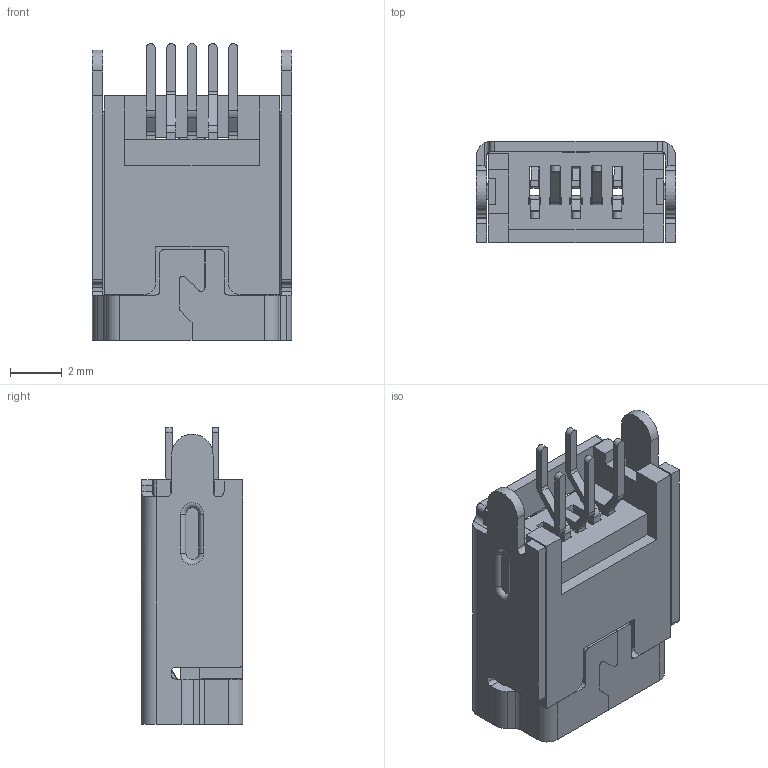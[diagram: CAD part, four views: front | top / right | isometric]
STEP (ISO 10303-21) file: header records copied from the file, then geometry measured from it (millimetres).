
FILE_DESCRIPTION((''),'2;1');
FILE_NAME('01234','2011-12-04T',('Administrator'),(''),'PRO/ENGINEER BY PARAMETRIC TECHNOLOGY CORPORATION, 2009360','PRO/ENGINEER BY PARAMETRIC TECHNOLOGY CORPORATION, 2009360','');
FILE_SCHEMA(('CONFIG_CONTROL_DESIGN'));
Length unit declared in the file: millimetre
Products named in the file (1): 01234
Bounding box: 7.7 x 3.92 x 11.47 mm (x, y, z)
Volume: 150.3 mm3; surface area: 711 mm2
Topology: 1 solids, 1 shells, 556 faces, 1688 edges, 1115 vertices
Faces by surface type: plane 391, cylinder 153, cone 8, torus 4
Entity records: 19091 total; most frequent: CARTESIAN_POINT 3827, ORIENTED_EDGE 3376, DIRECTION 2962, EDGE_CURVE 1688, VECTOR 1308, LINE 1308, VERTEX_POINT 1115, AXIS2_PLACEMENT_3D 827
